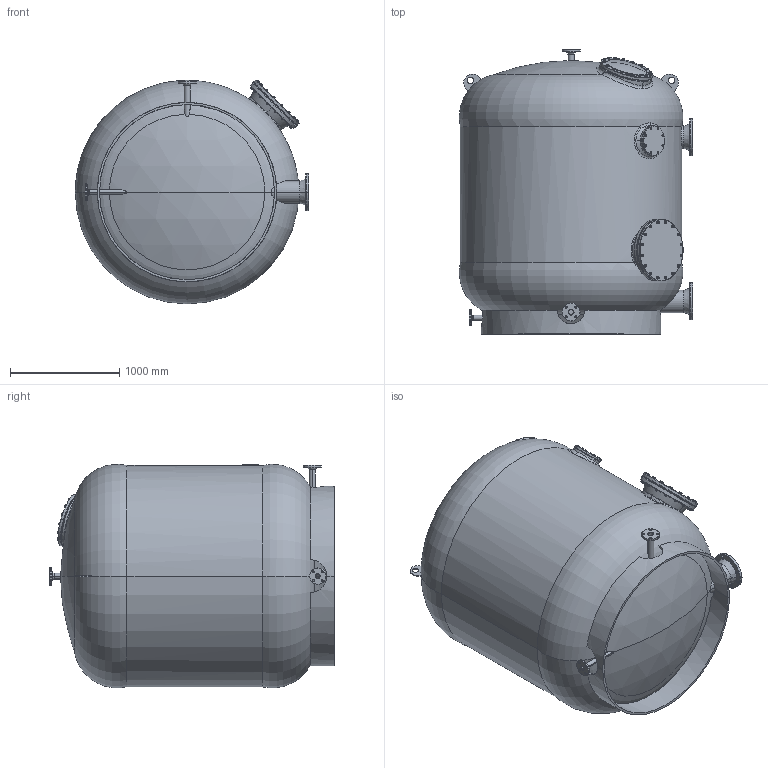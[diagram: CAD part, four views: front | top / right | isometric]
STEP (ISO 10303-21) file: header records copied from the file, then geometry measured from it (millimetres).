
FILE_DESCRIPTION (( 'STEP AP214' ), '1' );
FILE_NAME ('mediterran200c.STEP', '2020-11-03T13:19:20', ( '' ), ( '' ), 'SwSTEP 2.0', 'SolidWorks 2019', '' );
FILE_SCHEMA (( 'AUTOMOTIVE_DESIGN' ));
Length unit declared in the file: millimetre
Products named in the file (1): mediterran200c
Bounding box: 2133.46 x 2599.71 x 2045.43 mm (x, y, z)
Surface area: 41794991 mm2 (no closed solid volume)
Topology: 0 solids, 149 shells, 2187 faces, 4901 edges, 2999 vertices
Faces by surface type: cylinder 691, cone 688, plane 666, torus 112, bspline 22, sphere 8
Entity records: 110153 total; most frequent: CARTESIAN_POINT 36643, DIRECTION 10165, ORIENTED_EDGE 9602, EDGE_CURVE 4849, AXIS2_PLACEMENT_3D 4343, VERTEX_POINT 2999, EDGE_LOOP 2622, UNCERTAINTY_MEASURE_WITH_UNIT 2314
